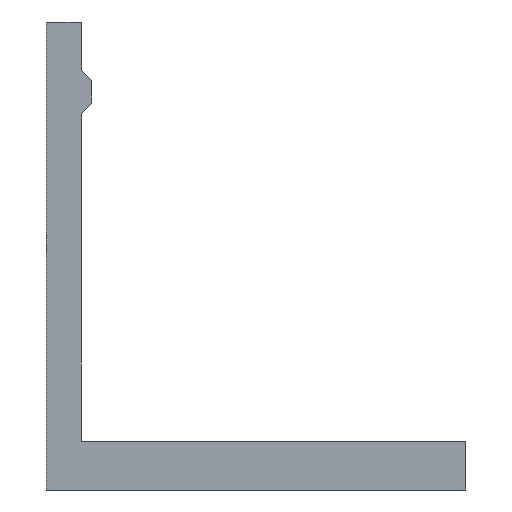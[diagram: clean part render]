
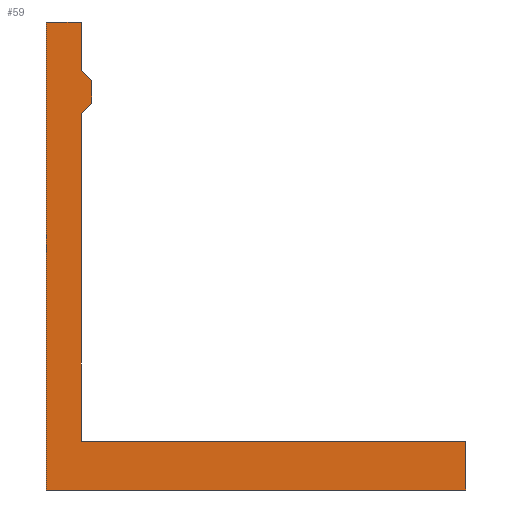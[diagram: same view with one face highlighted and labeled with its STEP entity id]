
A CAD part, left-side view. The second image highlights one B-rep face of the part: STEP entity #59.
In plain terms, the highlighted planar face has unit normal (-1, 0, 0).
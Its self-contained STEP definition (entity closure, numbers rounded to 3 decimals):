
#59=ADVANCED_FACE('',(#112),#113,.T.);
#112=FACE_OUTER_BOUND('',#156,.T.);
#113=PLANE('',#157);
#156=EDGE_LOOP('',(#255,#256,#257,#258,#259,#260,#261,#262,#263,#264));
#157=AXIS2_PLACEMENT_3D('',#265,#266,#267);
#255=ORIENTED_EDGE('',*,*,#308,.T.);
#256=ORIENTED_EDGE('',*,*,#272,.T.);
#257=ORIENTED_EDGE('',*,*,#277,.T.);
#258=ORIENTED_EDGE('',*,*,#281,.T.);
#259=ORIENTED_EDGE('',*,*,#285,.T.);
#260=ORIENTED_EDGE('',*,*,#289,.T.);
#261=ORIENTED_EDGE('',*,*,#293,.T.);
#262=ORIENTED_EDGE('',*,*,#297,.T.);
#263=ORIENTED_EDGE('',*,*,#301,.T.);
#264=ORIENTED_EDGE('',*,*,#305,.T.);
#265=CARTESIAN_POINT('',(0.0,6.51,10.343));
#266=DIRECTION('',(-1.0,0.0,0.0));
#267=DIRECTION('',(0.0,-1.0,0.0));
#272=EDGE_CURVE('',#318,#316,#319,.T.);
#277=EDGE_CURVE('',#316,#324,#326,.T.);
#281=EDGE_CURVE('',#324,#330,#332,.T.);
#285=EDGE_CURVE('',#330,#336,#338,.T.);
#289=EDGE_CURVE('',#336,#342,#344,.T.);
#293=EDGE_CURVE('',#342,#348,#350,.T.);
#297=EDGE_CURVE('',#348,#354,#356,.T.);
#301=EDGE_CURVE('',#354,#360,#362,.T.);
#305=EDGE_CURVE('',#360,#366,#368,.T.);
#308=EDGE_CURVE('',#366,#318,#371,.T.);
#316=VERTEX_POINT('',#380);
#318=VERTEX_POINT('',#383);
#319=LINE('',#384,#385);
#324=VERTEX_POINT('',#392);
#326=LINE('',#395,#396);
#330=VERTEX_POINT('',#401);
#332=LINE('',#404,#405);
#336=VERTEX_POINT('',#410);
#338=LINE('',#413,#414);
#342=VERTEX_POINT('',#419);
#344=LINE('',#422,#423);
#348=VERTEX_POINT('',#428);
#350=LINE('',#431,#432);
#354=VERTEX_POINT('',#437);
#356=LINE('',#440,#441);
#360=VERTEX_POINT('',#446);
#362=LINE('',#449,#450);
#366=VERTEX_POINT('',#455);
#368=LINE('',#458,#459);
#371=LINE('',#463,#464);
#380=CARTESIAN_POINT('',(0.0,11.75,27.689));
#383=CARTESIAN_POINT('',(0.0,12.5,26.939));
#384=CARTESIAN_POINT('',(0.0,12.5,26.939));
#385=VECTOR('',#470,1.0);
#392=CARTESIAN_POINT('',(0.0,11.75,29.311));
#395=CARTESIAN_POINT('',(0.0,11.75,27.689));
#396=VECTOR('',#474,1.0);
#401=CARTESIAN_POINT('',(0.0,12.5,30.061));
#404=CARTESIAN_POINT('',(0.0,11.75,29.311));
#405=VECTOR('',#477,1.0);
#410=CARTESIAN_POINT('',(0.0,12.5,33.5));
#413=CARTESIAN_POINT('',(0.0,12.5,30.061));
#414=VECTOR('',#480,1.0);
#419=CARTESIAN_POINT('',(0.0,15.0,33.5));
#422=CARTESIAN_POINT('',(0.0,12.5,33.5));
#423=VECTOR('',#483,1.0);
#428=CARTESIAN_POINT('',(0.0,15.0,0.0));
#431=CARTESIAN_POINT('',(0.0,15.0,33.5));
#432=VECTOR('',#486,1.0);
#437=CARTESIAN_POINT('',(0.0,-15.0,0.0));
#440=CARTESIAN_POINT('',(0.0,15.0,0.0));
#441=VECTOR('',#489,1.0);
#446=CARTESIAN_POINT('',(0.0,-15.0,3.5));
#449=CARTESIAN_POINT('',(0.0,-15.0,0.0));
#450=VECTOR('',#492,1.0);
#455=CARTESIAN_POINT('',(0.0,12.5,3.5));
#458=CARTESIAN_POINT('',(0.0,-15.0,3.5));
#459=VECTOR('',#495,1.0);
#463=CARTESIAN_POINT('',(0.0,12.5,3.5));
#464=VECTOR('',#497,1.0);
#470=DIRECTION('',(0.0,-0.707,0.707));
#474=DIRECTION('',(0.0,0.0,1.0));
#477=DIRECTION('',(0.0,0.707,0.707));
#480=DIRECTION('',(0.0,0.0,1.0));
#483=DIRECTION('',(0.0,1.0,0.0));
#486=DIRECTION('',(0.0,0.0,-1.0));
#489=DIRECTION('',(0.0,-1.0,0.0));
#492=DIRECTION('',(0.0,0.0,1.0));
#495=DIRECTION('',(0.0,1.0,0.0));
#497=DIRECTION('',(0.0,0.0,1.0));
